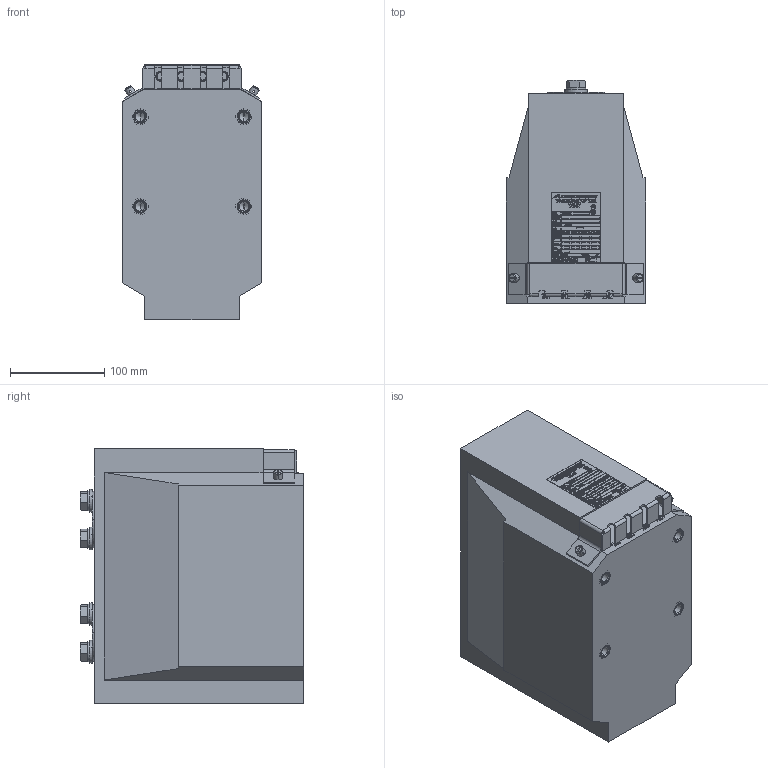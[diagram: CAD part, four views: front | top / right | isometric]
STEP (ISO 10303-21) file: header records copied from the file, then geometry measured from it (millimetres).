
FILE_DESCRIPTION (( 'STEP AP214' ), '1' );
FILE_NAME ('ﾒﾋﾊ-ﾑﾒ-10-6 (5ﾀ-1500ﾀ).STEP', '2023-05-26T10:11:25', ( '' ), ( '' ), 'SwSTEP 2.0', 'SolidWorks 2014', '' );
FILE_SCHEMA (( 'AUTOMOTIVE_DESIGN' ));
Length unit declared in the file: millimetre
Products named in the file (16): curved spring lock washer_din_Spring washer DIN 128 - A12; curved spring lock washer_din_Spring washer DIN 128 - A5; hex screw gradec_din_ISO 4018 - M12 x 25-NN; hex screw gradec_din_ISO 4018 - M5 x 10-NN; ﾂﾅﾈﾓ.671213.538 ﾒﾋﾊ-ﾑﾒ-10-6; ÂÅÈÓ.758472.015 Ãàéêà; ÂÅÈÓ.758472.006 Ãàéêà ñïåöèàëüíàÿ; ÂÅÈÓ.758472.007-02  Ãàéêà; 屡扔.757465.006 袜觐礤黜桕; Êîðïóñ ÒËÊ-10-6; ﾒﾋﾊ-ﾑﾒ-10-6 (5ﾀ-1500ﾀ); 屡扔.758181.002 妈眚 镫铎徼痤忸黜; ÂÅÈÓ.735314.017 Êðûøêà çàùèòíàÿ_-00; plain washer grade c_din_Washer DIN 126 - 13.5; ÂÅÈÓ.754312.182À Òàáëè÷êà òåõíè÷åñêèõ äàííûõ ÒËÊ-ÑÒ__-00; plain washer grade c_din_Washer DIN 126 - 5.5
Assembly tree (42 placements, depth 3):
  ﾒﾋﾊ-ﾑﾒ-10-6 (5ﾀ-1500ﾀ)
    ﾂﾅﾈﾓ.671213.538 ﾒﾋﾊ-ﾑﾒ-10-6
      Êîðïóñ ÒËÊ-10-6
      屡扔.757465.006 袜觐礤黜桕  x2
      ÂÅÈÓ.758472.007-02  Ãàéêà  x4
      ÂÅÈÓ.758472.006 Ãàéêà ñïåöèàëüíàÿ  x4
      ÂÅÈÓ.758472.015 Ãàéêà  x2
    hex screw gradec_din_ISO 4018 - M5 x 10-NN  x4
    hex screw gradec_din_ISO 4018 - M12 x 25-NN  x4
    curved spring lock washer_din_Spring washer DIN 128 - A5  x4
    curved spring lock washer_din_Spring washer DIN 128 - A12  x4
    plain washer grade c_din_Washer DIN 126 - 5.5  x4
    plain washer grade c_din_Washer DIN 126 - 13.5  x4
    ÂÅÈÓ.735314.017 Êðûøêà çàùèòíàÿ_-00
    屡扔.758181.002 妈眚 镫铎徼痤忸黜  x2
    ÂÅÈÓ.754312.182À Òàáëè÷êà òåõíè÷åñêèõ äàííûõ ÒËÊ-ÑÒ__-00
Bounding box: 148 x 236.55 x 270.6 mm (x, y, z)
Volume: 7682099.4 mm3; surface area: 334923.9 mm2
Topology: 41 solids, 41 shells, 3811 faces, 9886 edges, 6460 vertices
Faces by surface type: plane 2236, bspline 1042, cylinder 288, cone 205, torus 40
Entity records: 181194 total; most frequent: CARTESIAN_POINT 75125, ORIENTED_EDGE 17708, DIRECTION 11842, EDGE_CURVE 8854, VECTOR 6316, LINE 6316, VERTEX_POINT 5854, EDGE_LOOP 3702
